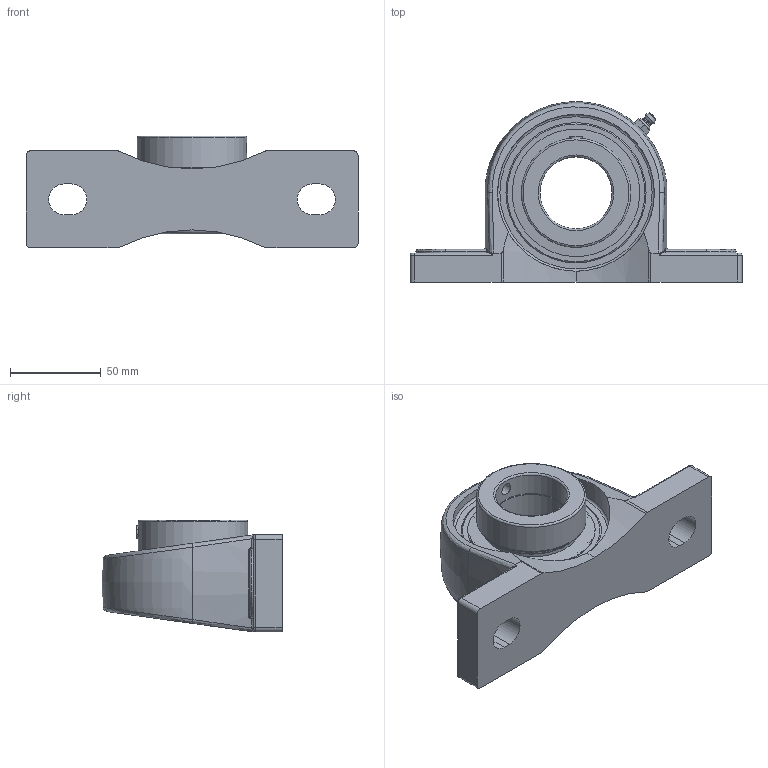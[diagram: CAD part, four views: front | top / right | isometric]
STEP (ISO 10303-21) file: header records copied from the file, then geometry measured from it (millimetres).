
FILE_DESCRIPTION(('HOOPS Exchange Step'),'2;1');
FILE_NAME('export-FCF1B0E4-DBC2-4C68-9220-611A27A8B9AF.stp','2019-12-13T14:13:55-08:00',('ibuslach'),('Alibre'),'HOOPS Exchange 2019.2','Alibre','Unknown authorisation');
FILE_SCHEMA( ('AP242_MANAGED_MODEL_BASED_3D_ENGINEERING_MIM_LF {1 0 10303 442 1 1 4 }') );
Length unit declared in the file: centimetre
Products named in the file (8): MRN SP 208; UCP ZERK 6mm; SNC 208-25 COLLAR; SNC 208 SHIELD; SNC 207 SS; SNC 208-25 RACES; MRN SNC 208-25; MRN SNCP 208-25
Assembly tree (8 placements, depth 3):
  MRN SNCP 208-25
    MRN SP 208
    UCP ZERK 6mm
    MRN SNC 208-25
      SNC 208-25 COLLAR
      SNC 208 SHIELD  x2
      SNC 207 SS
      SNC 208-25 RACES
Bounding box: 183 x 99.41 x 61.64 mm (x, y, z)
Volume: 293318.4 mm3; surface area: 89581.3 mm2
Topology: 8 solids, 8 shells, 211 faces, 558 edges, 357 vertices
Faces by surface type: cylinder 72, plane 60, torus 31, bspline 22, cone 18, sphere 8
Full cylindrical faces by diameter (mm): 2.509 x2, 6 x2, 6.782 x3, 39.688 x2, 48.768 x2, 52.387 x4, 53.149 x2, 60.3 x1, 67.035 x2, 70.358 x2, 86.408 x2
Entity records: 15198 total; most frequent: CARTESIAN_POINT 9943, DIRECTION 1096, ORIENTED_EDGE 1060, EDGE_CURVE 530, AXIS2_PLACEMENT_3D 461, VERTEX_POINT 343, CIRCLE 235, EDGE_LOOP 229
